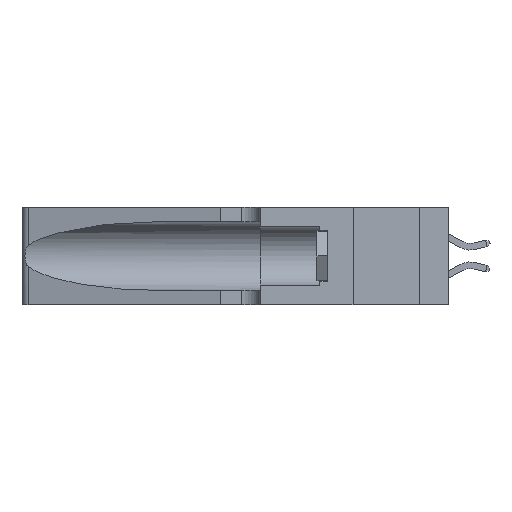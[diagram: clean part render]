
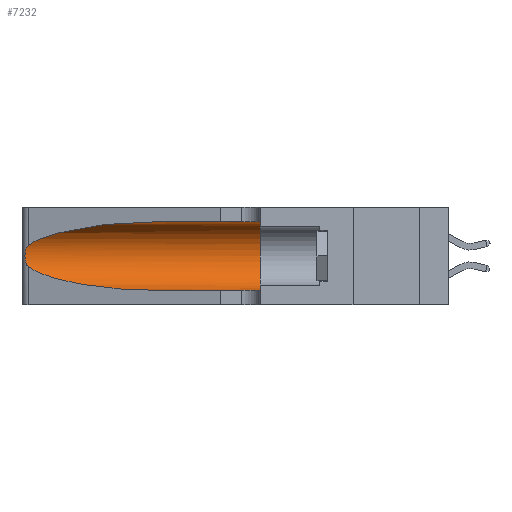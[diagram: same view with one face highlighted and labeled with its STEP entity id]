
A CAD part, left-side view. The second image highlights one B-rep face of the part: STEP entity #7232.
In plain terms, the highlighted cylindrical face has radius 3.308 mm (diameter 6.617 mm), a partial arc.
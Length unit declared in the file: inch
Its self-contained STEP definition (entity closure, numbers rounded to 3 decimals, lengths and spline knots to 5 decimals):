
#704 = CARTESIAN_POINT ( 'NONE',  ( 0.25487, 1.22718, 0.14631 ) ) ;
#2325 =( BOUNDED_CURVE ( )  B_SPLINE_CURVE ( 3, ( #36060, #16407, #39307, #19690 ),
 .UNSPECIFIED., .F., .F. ) 
 B_SPLINE_CURVE_WITH_KNOTS ( ( 4, 4 ),
 ( 3.44316, 4.71239 ),
 .UNSPECIFIED. ) 
 CURVE ( )  GEOMETRIC_REPRESENTATION_ITEM ( )  RATIONAL_B_SPLINE_CURVE ( ( 1., 0.87, 0.87, 1. ) ) 
 REPRESENTATION_ITEM ( '' )  );
#2592 = CIRCLE ( 'NONE', #41131, 0.13025 ) ;
#3311 = CARTESIAN_POINT ( 'NONE',  ( 0.2373, 1.15595, 0.28018 ) ) ;
#3906 = CARTESIAN_POINT ( 'NONE',  ( 0.25639, 1.23184, 0.21858 ) ) ;
#7206 = CARTESIAN_POINT ( 'NONE',  ( 0.25854, 1.2359, 0.20912 ) ) ;
#7232 = ADVANCED_FACE ( 'NONE', ( #24754 ), #22691, .F. ) ;
#7947 = DIRECTION ( 'NONE',  ( 0., 0., -1. ) ) ;
#8229 = DIRECTION ( 'NONE',  ( 0., 1., 0. ) ) ;
#8589 = DIRECTION ( 'NONE',  ( 0., -1., 0. ) ) ;
#9242 = VERTEX_POINT ( 'NONE', #21419 ) ;
#9720 = EDGE_CURVE ( 'NONE', #9242, #38345, #40539, .T. ) ;
#10611 = CARTESIAN_POINT ( 'NONE',  ( 0.26075, 1.23896, 0.19203 ) ) ;
#11581 = LINE ( 'NONE', #29385, #28034 ) ;
#12461 = ORIENTED_EDGE ( 'NONE', *, *, #24304, .T. ) ;
#13060 = CARTESIAN_POINT ( 'NONE',  ( 0.1305, 0.72297, 0.31525 ) ) ;
#13926 = CARTESIAN_POINT ( 'NONE',  ( 0.26017, 1.23833, 0.17102 ) ) ;
#16407 = CARTESIAN_POINT ( 'NONE',  ( 0.2373, 1.15595, 0.08982 ) ) ;
#17241 = CARTESIAN_POINT ( 'NONE',  ( 0.25789, 1.23486, 0.15765 ) ) ;
#17635 = EDGE_LOOP ( 'NONE', ( #40658, #23224, #12461, #33515, #22690, #39094 ) ) ;
#18287 = VERTEX_POINT ( 'NONE', #18839 ) ;
#18839 = CARTESIAN_POINT ( 'NONE',  ( 0.1305, 0.35, 0.31525 ) ) ;
#19025 = CARTESIAN_POINT ( 'NONE',  ( 0.1305, 0.72297, 0.31525 ) ) ;
#19690 = CARTESIAN_POINT ( 'NONE',  ( 0.1305, 0.72297, 0.05475 ) ) ;
#20376 = CARTESIAN_POINT ( 'NONE',  ( 0.25555, 1.22994, 0.2215 ) ) ;
#20507 = CARTESIAN_POINT ( 'NONE',  ( 0.25555, 1.22993, 0.14849 ) ) ;
#21091 = CARTESIAN_POINT ( 'NONE',  ( 0.1305, 1.61858, 0.185 ) ) ;
#21419 = CARTESIAN_POINT ( 'NONE',  ( 0.25487, 1.22718, 0.22369 ) ) ;
#22466 = LINE ( 'NONE', #24845, #30218 ) ;
#22690 = ORIENTED_EDGE ( 'NONE', *, *, #30927, .F. ) ;
#22691 = CYLINDRICAL_SURFACE ( 'NONE', #40434, 0.13025 ) ;
#23224 = ORIENTED_EDGE ( 'NONE', *, *, #9720, .T. ) ;
#23725 = VERTEX_POINT ( 'NONE', #30242 ) ;
#24304 = EDGE_CURVE ( 'NONE', #38345, #32029, #2325, .T. ) ;
#24754 = FACE_OUTER_BOUND ( 'NONE', #17635, .T. ) ;
#24845 = CARTESIAN_POINT ( 'NONE',  ( 0.1305, 1.61858, 0.05475 ) ) ;
#26399 = CARTESIAN_POINT ( 'NONE',  ( 0.25487, 1.22718, 0.22369 ) ) ;
#26901 = CARTESIAN_POINT ( 'NONE',  ( 0.25487, 1.22718, 0.14631 ) ) ;
#26996 = CARTESIAN_POINT ( 'NONE',  ( 0.25787, 1.23484, 0.2124 ) ) ;
#27734 = DIRECTION ( 'NONE',  ( 0., -1., 0. ) ) ;
#27992 = CARTESIAN_POINT ( 'NONE',  ( 0.1305, 0.35, 0.185 ) ) ;
#28034 = VECTOR ( 'NONE', #32674, 39.37008 ) ;
#28474 = EDGE_CURVE ( 'NONE', #31810, #9242, #37431, .T. ) ;
#29385 = CARTESIAN_POINT ( 'NONE',  ( 0.1305, 1.61858, 0.31525 ) ) ;
#29597 = CARTESIAN_POINT ( 'NONE',  ( 0.18966, 0.96281, 0.31525 ) ) ;
#30218 = VECTOR ( 'NONE', #8589, 39.37008 ) ;
#30242 = CARTESIAN_POINT ( 'NONE',  ( 0.1305, 0.35, 0.05475 ) ) ;
#30304 = CARTESIAN_POINT ( 'NONE',  ( 0.26018, 1.23835, 0.19895 ) ) ;
#30927 = EDGE_CURVE ( 'NONE', #18287, #23725, #2592, .T. ) ;
#31315 = DIRECTION ( 'NONE',  ( 0., 0., 1. ) ) ;
#31810 = VERTEX_POINT ( 'NONE', #19025 ) ;
#32029 = VERTEX_POINT ( 'NONE', #36505 ) ;
#32674 = DIRECTION ( 'NONE',  ( 0., -1., 0. ) ) ;
#33515 = ORIENTED_EDGE ( 'NONE', *, *, #34814, .T. ) ;
#33586 = CARTESIAN_POINT ( 'NONE',  ( 0.26075, 1.23896, 0.178 ) ) ;
#34814 = EDGE_CURVE ( 'NONE', #32029, #23725, #22466, .T. ) ;
#36060 = CARTESIAN_POINT ( 'NONE',  ( 0.25487, 1.22718, 0.14631 ) ) ;
#36180 = EDGE_CURVE ( 'NONE', #31810, #18287, #11581, .T. ) ;
#36505 = CARTESIAN_POINT ( 'NONE',  ( 0.1305, 0.72297, 0.05475 ) ) ;
#36754 = CARTESIAN_POINT ( 'NONE',  ( 0.25487, 1.22718, 0.22369 ) ) ;
#36890 = CARTESIAN_POINT ( 'NONE',  ( 0.25856, 1.23593, 0.16098 ) ) ;
#37431 =( BOUNDED_CURVE ( )  B_SPLINE_CURVE ( 3, ( #13060, #29597, #3311, #26399 ),
 .UNSPECIFIED., .F., .F. ) 
 B_SPLINE_CURVE_WITH_KNOTS ( ( 4, 4 ),
 ( 1.5708, 2.84003 ),
 .UNSPECIFIED. ) 
 CURVE ( )  GEOMETRIC_REPRESENTATION_ITEM ( )  RATIONAL_B_SPLINE_CURVE ( ( 1., 0.87, 0.87, 1. ) ) 
 REPRESENTATION_ITEM ( '' )  );
#38345 = VERTEX_POINT ( 'NONE', #26901 ) ;
#39094 = ORIENTED_EDGE ( 'NONE', *, *, #36180, .F. ) ;
#39307 = CARTESIAN_POINT ( 'NONE',  ( 0.18966, 0.96281, 0.05475 ) ) ;
#40115 = CARTESIAN_POINT ( 'NONE',  ( 0.25639, 1.23186, 0.15144 ) ) ;
#40434 = AXIS2_PLACEMENT_3D ( 'NONE', #21091, #27734, #7947 ) ;
#40539 = B_SPLINE_CURVE_WITH_KNOTS ( 'NONE', 3,
 ( #36754, #20376, #3906, #26996, #7206, #30304, #10611, #33586, #13926, #36890, #17241, #40115, #20507, #704 ),
 .UNSPECIFIED., .F., .F.,
 ( 4, 2, 2, 2, 2, 2, 4 ),
 ( 0., 0.00027, 0.00053, 0.00107, 0.0016, 0.00187, 0.00214 ),
 .UNSPECIFIED. ) ;
#40658 = ORIENTED_EDGE ( 'NONE', *, *, #28474, .T. ) ;
#41131 = AXIS2_PLACEMENT_3D ( 'NONE', #27992, #8229, #31315 ) ;
